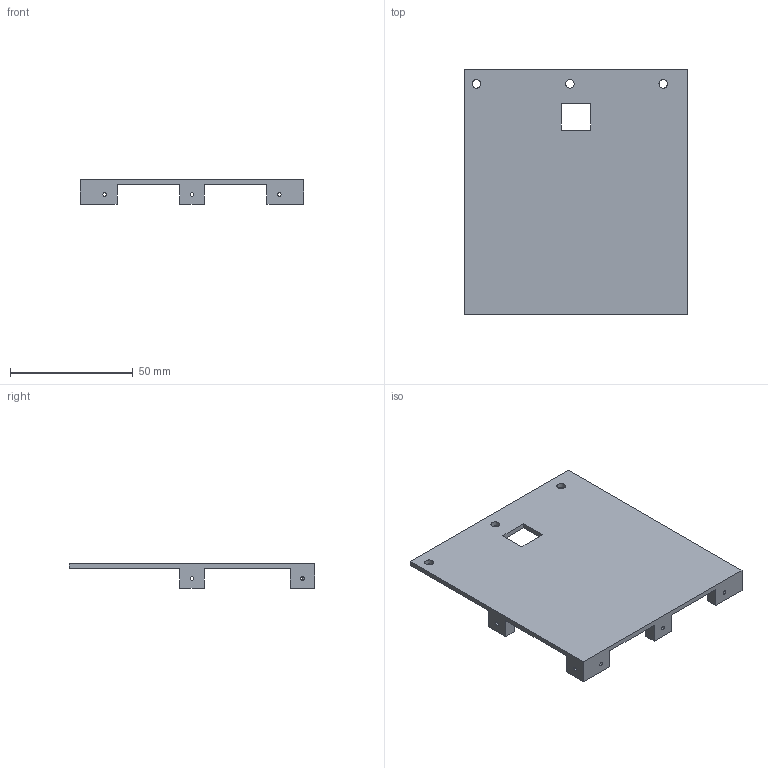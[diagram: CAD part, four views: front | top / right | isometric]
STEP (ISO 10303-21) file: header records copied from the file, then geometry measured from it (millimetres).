
FILE_DESCRIPTION(/* description */ ('','CAx-IF Rec.Pracs.---Representation and Presentation of Product Manufacturing Information (PMI)---4.0---2014-10-13'),/* implementation_level */ '2;1');
FILE_NAME(/* name */ 'Before.stp',/* time_stamp */ '2024-12-31T15:06:58+01:00',/* author */ ('Familia CS'),/* organization */ (''),/* preprocessor_version */ 'ST-DEVELOPER v17',/* originating_system */ 'Autodesk Inventor 2019',/* authorisation */ '');
FILE_SCHEMA (('AP242_MANAGED_MODEL_BASED_3D_ENGINEERING_MIM_LF { 1 0 10303 442 1 1 4 }'));
Length unit declared in the file: millimetre
Products named in the file (1): Before
Bounding box: 91 x 100 x 10 mm (x, y, z)
Volume: 20617.6 mm3; surface area: 20465 mm2
Topology: 1 solids, 1 shells, 44 faces, 196 edges, 208 vertices
Faces by surface type: plane 34, cylinder 10
Full cylindrical faces by diameter (mm): 1.5 x7, 3.5 x3
Entity records: 1997 total; most frequent: CARTESIAN_POINT 405, DIRECTION 302, ORIENTED_EDGE 252, EDGE_CURVE 126, LINE 104, VECTOR 104, AXIS2_PLACEMENT_3D 103, VERTEX_POINT 82
